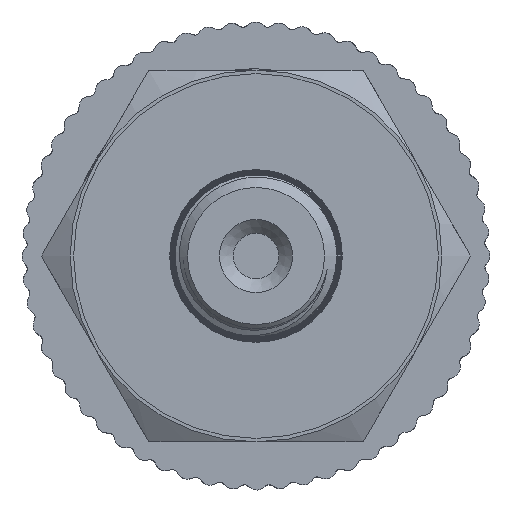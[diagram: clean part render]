
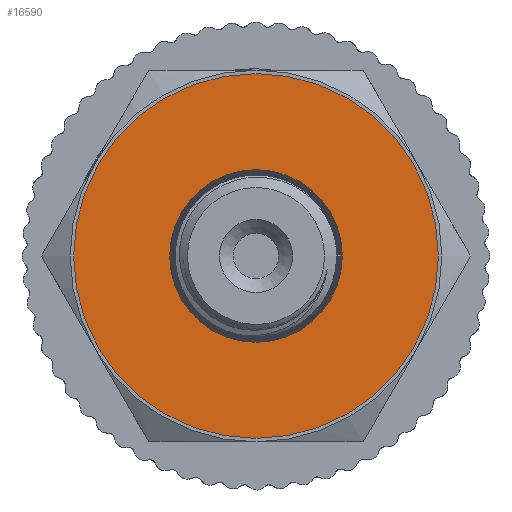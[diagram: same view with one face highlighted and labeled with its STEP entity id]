
A CAD part, left-side view. The second image highlights one B-rep face of the part: STEP entity #16590.
In plain terms, the highlighted planar face has unit normal (-1, 0, 0).
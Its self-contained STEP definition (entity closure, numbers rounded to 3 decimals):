
#160=PLANE('',#17453);
#866=FACE_BOUND('',#2335,.T.);
#1381=FACE_OUTER_BOUND('',#2334,.T.);
#2334=EDGE_LOOP('',(#12883));
#2335=EDGE_LOOP('',(#12884));
#2963=CIRCLE('',#17271,6.27);
#3047=CIRCLE('',#17446,13.25);
#6728=VERTEX_POINT('',#24072);
#7322=VERTEX_POINT('',#37925);
#8465=EDGE_CURVE('',#6728,#6728,#2963,.T.);
#9359=EDGE_CURVE('',#7322,#7322,#3047,.T.);
#12883=ORIENTED_EDGE('',*,*,#9359,.T.);
#12884=ORIENTED_EDGE('',*,*,#8465,.T.);
#16590=ADVANCED_FACE('',(#1381,#866),#160,.T.);
#17271=AXIS2_PLACEMENT_3D('',#24073,#18121,#18122);
#17446=AXIS2_PLACEMENT_3D('',#37927,#18826,#18827);
#17453=AXIS2_PLACEMENT_3D('',#38682,#18842,#18843);
#18121=DIRECTION('center_axis',(1.,0.,0.));
#18122=DIRECTION('ref_axis',(0.,0.,-1.));
#18826=DIRECTION('center_axis',(-1.,0.,0.));
#18827=DIRECTION('ref_axis',(0.,1.,0.));
#18842=DIRECTION('center_axis',(-1.,0.,0.));
#18843=DIRECTION('ref_axis',(0.,0.,1.));
#24072=CARTESIAN_POINT('',(-48.,-6.27,0.));
#24073=CARTESIAN_POINT('Origin',(-48.,0.,0.));
#37925=CARTESIAN_POINT('',(-48.,-13.25,0.));
#37927=CARTESIAN_POINT('Origin',(-48.,0.,0.));
#38682=CARTESIAN_POINT('Origin',(-48.,13.5,0.));
